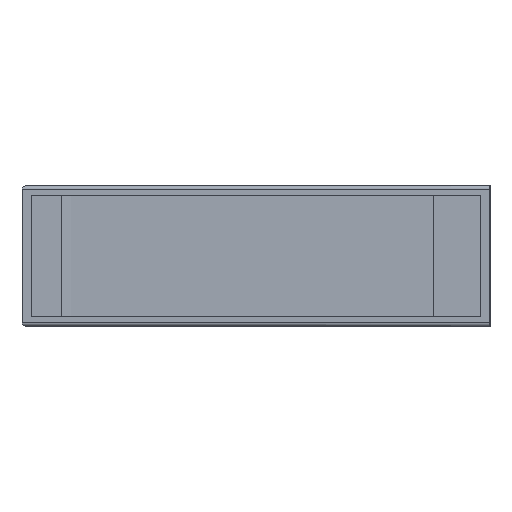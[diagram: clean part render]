
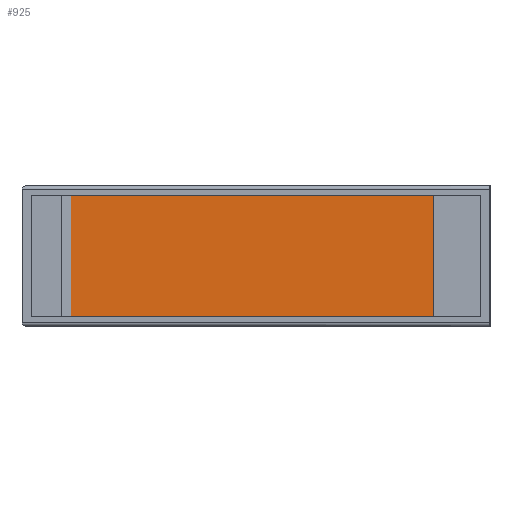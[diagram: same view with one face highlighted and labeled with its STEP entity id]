
A CAD part, left-side view. The second image highlights one B-rep face of the part: STEP entity #925.
In plain terms, the highlighted face is planar.
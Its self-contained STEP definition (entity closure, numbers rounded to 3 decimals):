
#69=PLANE('',#1039);
#121=FACE_OUTER_BOUND('',#177,.T.);
#177=EDGE_LOOP('',(#832,#833,#834,#835));
#293=LINE('',#1534,#401);
#294=LINE('',#1537,#402);
#295=LINE('',#1539,#403);
#296=LINE('',#1540,#404);
#401=VECTOR('',#1270,10.);
#402=VECTOR('',#1273,10.);
#403=VECTOR('',#1274,10.);
#404=VECTOR('',#1275,10.);
#486=VERTEX_POINT('',#1530);
#487=VERTEX_POINT('',#1532);
#488=VERTEX_POINT('',#1536);
#489=VERTEX_POINT('',#1538);
#605=EDGE_CURVE('',#486,#487,#293,.T.);
#606=EDGE_CURVE('',#488,#486,#294,.T.);
#607=EDGE_CURVE('',#489,#487,#295,.T.);
#608=EDGE_CURVE('',#488,#489,#296,.T.);
#832=ORIENTED_EDGE('',*,*,#606,.T.);
#833=ORIENTED_EDGE('',*,*,#605,.T.);
#834=ORIENTED_EDGE('',*,*,#607,.F.);
#835=ORIENTED_EDGE('',*,*,#608,.F.);
#925=ADVANCED_FACE('',(#121),#69,.T.);
#1039=AXIS2_PLACEMENT_3D('',#1535,#1271,#1272);
#1270=DIRECTION('',(0.,0.,1.));
#1271=DIRECTION('center_axis',(1.,0.,0.));
#1272=DIRECTION('ref_axis',(0.,1.,0.));
#1273=DIRECTION('',(0.,1.,0.));
#1274=DIRECTION('',(0.,1.,0.));
#1275=DIRECTION('',(0.,0.,1.));
#1530=CARTESIAN_POINT('',(298.,48.,2.));
#1532=CARTESIAN_POINT('',(298.,48.,28.));
#1534=CARTESIAN_POINT('',(298.,48.,2.));
#1535=CARTESIAN_POINT('Origin',(298.,-48.,2.));
#1536=CARTESIAN_POINT('',(298.,-48.,2.));
#1537=CARTESIAN_POINT('',(298.,-48.,2.));
#1538=CARTESIAN_POINT('',(298.,-48.,28.));
#1539=CARTESIAN_POINT('',(298.,-48.,28.));
#1540=CARTESIAN_POINT('',(298.,-48.,2.));
